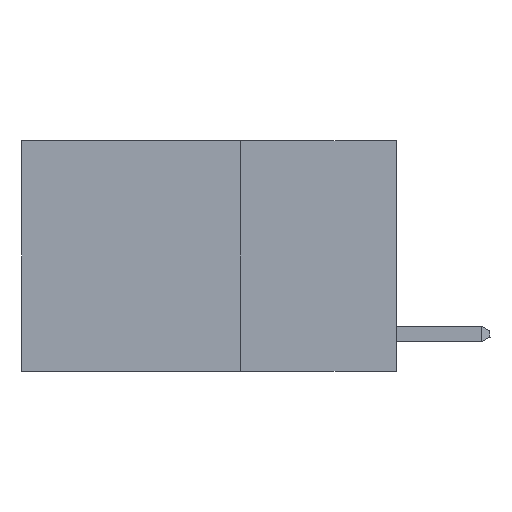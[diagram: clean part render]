
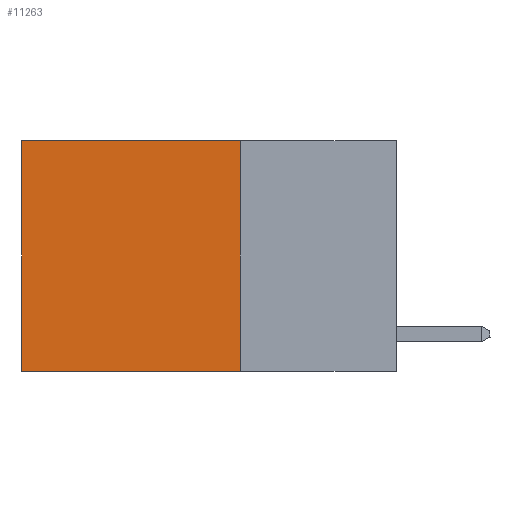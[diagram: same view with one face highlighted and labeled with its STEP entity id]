
A CAD part, left-side view. The second image highlights one B-rep face of the part: STEP entity #11263.
In plain terms, the highlighted planar face has unit normal (-1, 0, 0).
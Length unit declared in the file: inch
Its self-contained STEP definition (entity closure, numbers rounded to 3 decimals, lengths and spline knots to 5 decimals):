
#1778 = CARTESIAN_POINT ( 'NONE',  ( 0.2625, 0.25, 0. ) ) ;
#2544 = CARTESIAN_POINT ( 'NONE',  ( 0.2625, 0.6, 0. ) ) ;
#2667 = CARTESIAN_POINT ( 'NONE',  ( 0.2625, 0.25, -0.37 ) ) ;
#3196 = VERTEX_POINT ( 'NONE', #4070 ) ;
#3996 = DIRECTION ( 'NONE',  ( 0., 0., -1. ) ) ;
#4070 = CARTESIAN_POINT ( 'NONE',  ( 0.2625, 0.6, -0.37 ) ) ;
#4102 = DIRECTION ( 'NONE',  ( 0., 1., 0. ) ) ;
#4349 = VECTOR ( 'NONE', #10304, 39.37008 ) ;
#4582 = VECTOR ( 'NONE', #4102, 39.37008 ) ;
#4934 = FACE_OUTER_BOUND ( 'NONE', #16651, .T. ) ;
#5011 = VERTEX_POINT ( 'NONE', #7807 ) ;
#5255 = CARTESIAN_POINT ( 'NONE',  ( 0.2625, 0.25, 0. ) ) ;
#5604 = EDGE_CURVE ( 'NONE', #13386, #9143, #16388, .T. ) ;
#7807 = CARTESIAN_POINT ( 'NONE',  ( 0.2625, 0.25, -0.37 ) ) ;
#8235 = CARTESIAN_POINT ( 'NONE',  ( 0.2625, 0.6, 0. ) ) ;
#8940 = VECTOR ( 'NONE', #14751, 39.37008 ) ;
#9143 = VERTEX_POINT ( 'NONE', #2544 ) ;
#9208 = EDGE_CURVE ( 'NONE', #5011, #3196, #12105, .T. ) ;
#9469 = EDGE_CURVE ( 'NONE', #13386, #5011, #11451, .T. ) ;
#10304 = DIRECTION ( 'NONE',  ( 0., 0., -1. ) ) ;
#10769 = ORIENTED_EDGE ( 'NONE', *, *, #9469, .F. ) ;
#11067 = PLANE ( 'NONE',  #14046 ) ;
#11263 = ADVANCED_FACE ( 'NONE', ( #4934 ), #11067, .F. ) ;
#11451 = LINE ( 'NONE', #1778, #4349 ) ;
#11979 = VECTOR ( 'NONE', #13917, 39.37008 ) ;
#12105 = LINE ( 'NONE', #2667, #4582 ) ;
#12486 = DIRECTION ( 'NONE',  ( 1., 0., 0. ) ) ;
#12816 = ORIENTED_EDGE ( 'NONE', *, *, #9208, .F. ) ;
#13351 = CARTESIAN_POINT ( 'NONE',  ( 0.2625, 0.25, 0. ) ) ;
#13386 = VERTEX_POINT ( 'NONE', #5255 ) ;
#13917 = DIRECTION ( 'NONE',  ( 0., 0., -1. ) ) ;
#14046 = AXIS2_PLACEMENT_3D ( 'NONE', #15221, #12486, #3996 ) ;
#14751 = DIRECTION ( 'NONE',  ( 0., 1., 0. ) ) ;
#14981 = ORIENTED_EDGE ( 'NONE', *, *, #5604, .T. ) ;
#15221 = CARTESIAN_POINT ( 'NONE',  ( 0.2625, 0.25, 0. ) ) ;
#15301 = EDGE_CURVE ( 'NONE', #9143, #3196, #16149, .T. ) ;
#16149 = LINE ( 'NONE', #8235, #11979 ) ;
#16388 = LINE ( 'NONE', #13351, #8940 ) ;
#16541 = ORIENTED_EDGE ( 'NONE', *, *, #15301, .T. ) ;
#16651 = EDGE_LOOP ( 'NONE', ( #16541, #12816, #10769, #14981 ) ) ;
